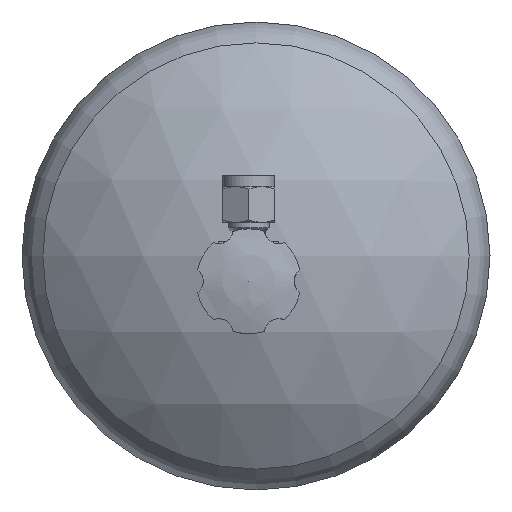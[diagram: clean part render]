
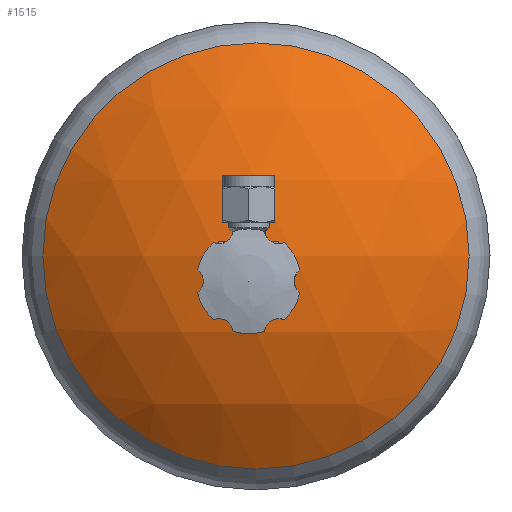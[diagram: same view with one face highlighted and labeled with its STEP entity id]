
A CAD part, left-side view. The second image highlights one B-rep face of the part: STEP entity #1515.
In plain terms, the highlighted spherical face has radius 92.075 mm.
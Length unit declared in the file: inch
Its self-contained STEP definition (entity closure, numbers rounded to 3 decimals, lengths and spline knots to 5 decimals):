
#38=SPHERICAL_SURFACE('',#1682,3.625);
#386=FACE_OUTER_BOUND('',#486,.T.);
#486=EDGE_LOOP('',(#1315,#1316));
#564=CIRCLE('',#1683,2.27686);
#565=CIRCLE('',#1684,2.27686);
#713=VERTEX_POINT('',#2698);
#714=VERTEX_POINT('',#2699);
#922=EDGE_CURVE('',#713,#714,#564,.T.);
#923=EDGE_CURVE('',#714,#713,#565,.T.);
#1315=ORIENTED_EDGE('',*,*,#922,.F.);
#1316=ORIENTED_EDGE('',*,*,#923,.F.);
#1515=ADVANCED_FACE('',(#386),#38,.T.);
#1682=AXIS2_PLACEMENT_3D('',#2697,#2093,#2094);
#1683=AXIS2_PLACEMENT_3D('',#2700,#2095,#2096);
#1684=AXIS2_PLACEMENT_3D('',#2701,#2097,#2098);
#2093=DIRECTION('center_axis',(0.,0.,1.));
#2094=DIRECTION('ref_axis',(-1.,-0.003,0.));
#2095=DIRECTION('center_axis',(1.,0.,0.));
#2096=DIRECTION('ref_axis',(0.,0.,-1.));
#2097=DIRECTION('center_axis',(1.,0.,0.));
#2098=DIRECTION('ref_axis',(0.,0.,-1.));
#2697=CARTESIAN_POINT('Origin',(-6.375,0.,0.));
#2698=CARTESIAN_POINT('',(-9.19573,2.27686,0.));
#2699=CARTESIAN_POINT('',(-9.19573,0.,2.27686));
#2700=CARTESIAN_POINT('Origin',(-9.19573,0.,0.));
#2701=CARTESIAN_POINT('Origin',(-9.19573,0.,0.));
